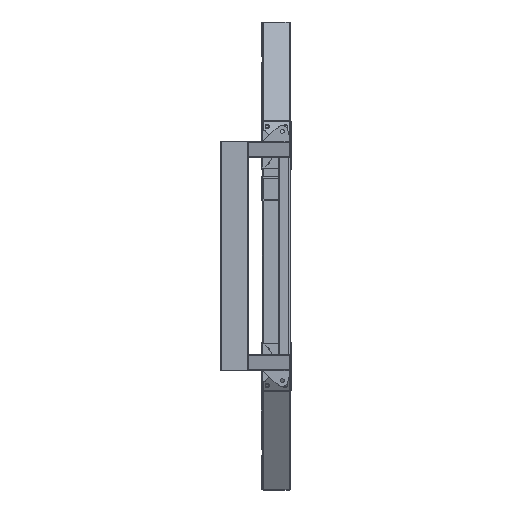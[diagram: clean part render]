
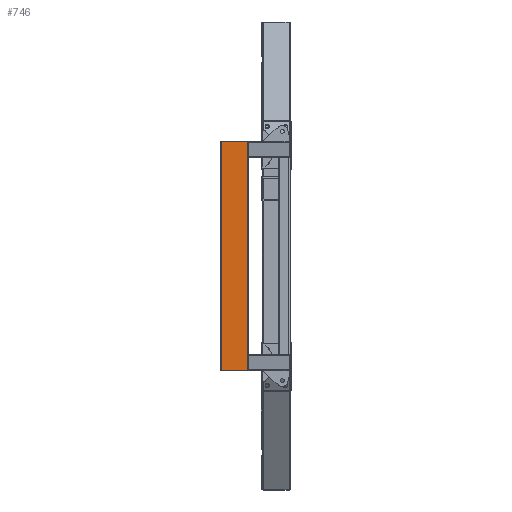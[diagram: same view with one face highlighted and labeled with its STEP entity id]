
A CAD part, left-side view. The second image highlights one B-rep face of the part: STEP entity #746.
In plain terms, the highlighted planar face has unit normal (-1, 0, 0).
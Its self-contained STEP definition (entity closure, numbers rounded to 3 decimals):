
#746=ADVANCED_FACE('',(#1970),#19034,.T.);
#1970=FACE_OUTER_BOUND('',#3253,.T.);
#3253=EDGE_LOOP('',(#6085,#6086,#6087,#6088));
#6085=ORIENTED_EDGE('',*,*,#11450,.T.);
#6086=ORIENTED_EDGE('',*,*,#11452,.T.);
#6087=ORIENTED_EDGE('',*,*,#11447,.F.);
#6088=ORIENTED_EDGE('',*,*,#11451,.T.);
#11447=EDGE_CURVE('',#17379,#17387,#15147,.T.);
#11450=EDGE_CURVE('',#17380,#17388,#15148,.T.);
#11451=EDGE_CURVE('',#17379,#17380,#15149,.T.);
#11452=EDGE_CURVE('',#17388,#17387,#15150,.T.);
#15147=B_SPLINE_CURVE_WITH_KNOTS('',1,(#27318,#27319),.UNSPECIFIED.,.F.,
 .F.,(2,2),(-580.,0.),.UNSPECIFIED.);
#15148=B_SPLINE_CURVE_WITH_KNOTS('',1,(#27326,#27327),.UNSPECIFIED.,.F.,
 .F.,(2,2),(0.,580.),.UNSPECIFIED.);
#15149=B_SPLINE_CURVE_WITH_KNOTS('',1,(#27328,#27329),.UNSPECIFIED.,.F.,
 .F.,(2,2),(0.,65.),.UNSPECIFIED.);
#15150=B_SPLINE_CURVE_WITH_KNOTS('',1,(#27330,#27331),.UNSPECIFIED.,.F.,
 .F.,(2,2),(0.,65.),.UNSPECIFIED.);
#17379=VERTEX_POINT('',#27241);
#17380=VERTEX_POINT('',#27242);
#17387=VERTEX_POINT('',#27249);
#17388=VERTEX_POINT('',#27250);
#19034=PLANE('',#20316);
#20316=AXIS2_PLACEMENT_3D('',#27184,#21049,$);
#21049=DIRECTION('',(-1.,0.,0.));
#27184=CARTESIAN_POINT('',(-246.577,147.668,-351.014));
#27241=CARTESIAN_POINT('',(-246.577,138.155,-290.));
#27242=CARTESIAN_POINT('',(-246.577,73.155,-290.));
#27249=CARTESIAN_POINT('',(-246.577,138.155,290.));
#27250=CARTESIAN_POINT('',(-246.577,73.155,290.));
#27318=CARTESIAN_POINT('',(-246.577,138.155,-290.));
#27319=CARTESIAN_POINT('',(-246.577,138.155,290.));
#27326=CARTESIAN_POINT('',(-246.577,73.155,-290.));
#27327=CARTESIAN_POINT('',(-246.577,73.155,290.));
#27328=CARTESIAN_POINT('',(-246.577,138.155,-290.));
#27329=CARTESIAN_POINT('',(-246.577,73.155,-290.));
#27330=CARTESIAN_POINT('',(-246.577,73.155,290.));
#27331=CARTESIAN_POINT('',(-246.577,138.155,290.));
